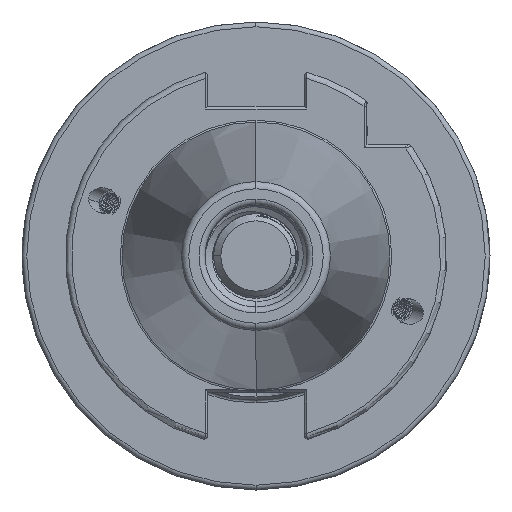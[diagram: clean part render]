
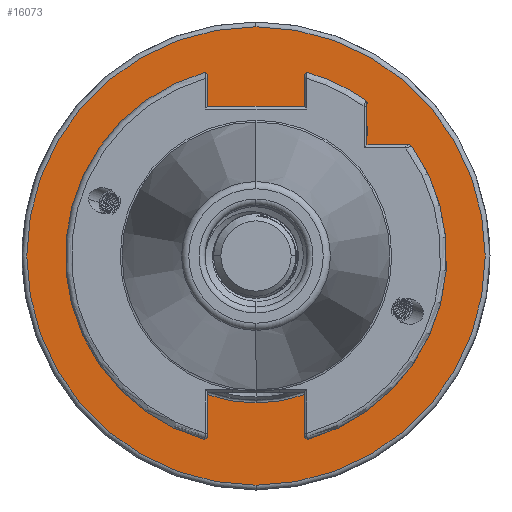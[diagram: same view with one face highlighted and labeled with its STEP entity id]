
A CAD part, left-side view. The second image highlights one B-rep face of the part: STEP entity #16073.
In plain terms, the highlighted planar face has unit normal (-1, 0, 0).
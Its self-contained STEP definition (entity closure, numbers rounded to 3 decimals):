
#67 = CARTESIAN_POINT ( 'NONE',  ( 61.8, 0., 0. ) ) ;
#95 = DIRECTION ( 'NONE',  ( 1., 0., 0. ) ) ;
#114 = DIRECTION ( 'NONE',  ( 0., 0., -1. ) ) ;
#957 = DIRECTION ( 'NONE',  ( 0., 0., -1. ) ) ;
#968 = DIRECTION ( 'NONE',  ( 1., 0., 0. ) ) ;
#969 = DIRECTION ( 'NONE',  ( 0., 0., -1. ) ) ;
#974 = CARTESIAN_POINT ( 'NONE',  ( 61.8, 0., 0. ) ) ;
#979 = DIRECTION ( 'NONE',  ( -1., 0., 0. ) ) ;
#981 = CARTESIAN_POINT ( 'NONE',  ( 61.8, 0., 0. ) ) ;
#1502 = CIRCLE ( 'NONE', #12032, 24.5 ) ;
#1531 = CIRCLE ( 'NONE', #12030, 38.2 ) ;
#2125 = PLANE ( 'NONE',  #12849 ) ;
#2127 = DIRECTION ( 'NONE',  ( 0., 0., -1. ) ) ;
#2130 = CARTESIAN_POINT ( 'NONE',  ( 61.8, 24., 0. ) ) ;
#2138 = DIRECTION ( 'NONE',  ( 1., 0., 0. ) ) ;
#2804 = EDGE_LOOP ( 'NONE', ( #7687, #7655 ) ) ;
#2814 = EDGE_LOOP ( 'NONE', ( #7681, #7671 ) ) ;
#3718 = CARTESIAN_POINT ( 'NONE',  ( 61.8, 0., 0. ) ) ;
#3721 = DIRECTION ( 'NONE',  ( -1., 0., 0. ) ) ;
#3781 = DIRECTION ( 'NONE',  ( 0., 0., -1. ) ) ;
#7391 = EDGE_CURVE ( 'NONE', #13033, #13044, #1531, .T. ) ;
#7408 = EDGE_CURVE ( 'NONE', #13079, #13088, #1502, .T. ) ;
#7655 = ORIENTED_EDGE ( 'NONE', *, *, #11907, .T. ) ;
#7671 = ORIENTED_EDGE ( 'NONE', *, *, #11905, .T. ) ;
#7681 = ORIENTED_EDGE ( 'NONE', *, *, #7408, .T. ) ;
#7687 = ORIENTED_EDGE ( 'NONE', *, *, #7391, .T. ) ;
#11533 = AXIS2_PLACEMENT_3D ( 'NONE', #981, #968, #969 ) ;
#11559 = AXIS2_PLACEMENT_3D ( 'NONE', #974, #979, #957 ) ;
#11905 = EDGE_CURVE ( 'NONE', #13088, #13079, #16364, .T. ) ;
#11907 = EDGE_CURVE ( 'NONE', #13044, #13033, #16354, .T. ) ;
#12030 = AXIS2_PLACEMENT_3D ( 'NONE', #3718, #3721, #3781 ) ;
#12032 = AXIS2_PLACEMENT_3D ( 'NONE', #67, #95, #114 ) ;
#12849 = AXIS2_PLACEMENT_3D ( 'NONE', #2130, #2138, #2127 ) ;
#13033 = VERTEX_POINT ( 'NONE', #14466 ) ;
#13044 = VERTEX_POINT ( 'NONE', #14448 ) ;
#13079 = VERTEX_POINT ( 'NONE', #14497 ) ;
#13088 = VERTEX_POINT ( 'NONE', #14502 ) ;
#14448 = CARTESIAN_POINT ( 'NONE',  ( 61.8, 0., 38.2 ) ) ;
#14466 = CARTESIAN_POINT ( 'NONE',  ( 61.8, 0., -38.2 ) ) ;
#14497 = CARTESIAN_POINT ( 'NONE',  ( 61.8, 0., -24.5 ) ) ;
#14502 = CARTESIAN_POINT ( 'NONE',  ( 61.8, 0., 24.5 ) ) ;
#16073 = ADVANCED_FACE ( 'NONE', ( #29605, #29611 ), #2125, .F. ) ;
#16354 = CIRCLE ( 'NONE', #11559, 38.2 ) ;
#16364 = CIRCLE ( 'NONE', #11533, 24.5 ) ;
#29605 = FACE_OUTER_BOUND ( 'NONE', #2804, .T. ) ;
#29611 = FACE_BOUND ( 'NONE', #2814, .T. ) ;
